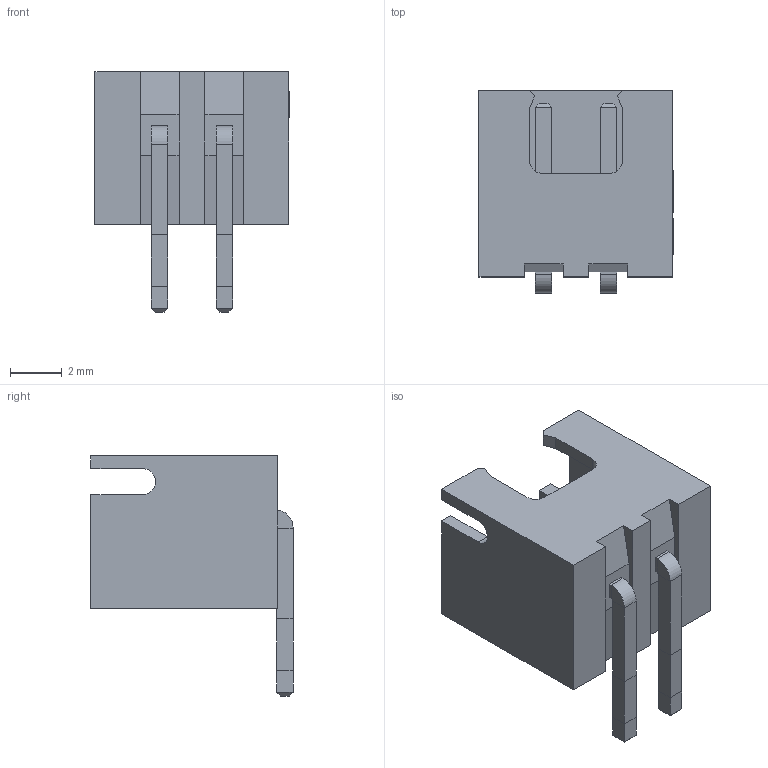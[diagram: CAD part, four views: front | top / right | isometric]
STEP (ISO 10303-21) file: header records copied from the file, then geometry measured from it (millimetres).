
FILE_DESCRIPTION (( 'STEP AP214' ), '1' );
FILE_NAME ('CONN-TH_2P-P2.50_HX25003-2WAP.step', '2022-07-29T15:55:14', ( '' ), ( '' ), 'SwSTEP 2.0', 'SolidWorks 2020', '' );
FILE_SCHEMA (( 'AUTOMOTIVE_DESIGN' ));
Length unit declared in the file: millimetre
Products named in the file (1): CONN-TH_2P-P2.50_HX25003-2WAP
Bounding box: 7.5 x 7.82 x 9.3 mm (x, y, z)
Volume: 155.4 mm3; surface area: 436.1 mm2
Topology: 14 solids, 14 shells, 449 faces, 1182 edges, 772 vertices
Faces by surface type: plane 304, bspline 135, cylinder 10
Entity records: 19061 total; most frequent: CARTESIAN_POINT 5563, ORIENTED_EDGE 2364, DIRECTION 1558, EDGE_CURVE 1182, VECTOR 888, LINE 888, VERTEX_POINT 772, EDGE_LOOP 472
